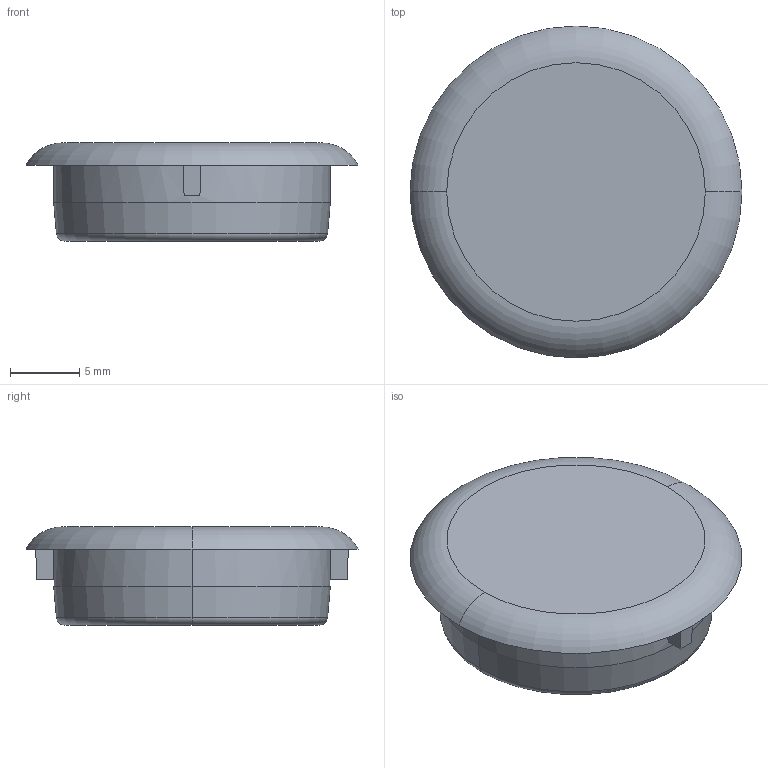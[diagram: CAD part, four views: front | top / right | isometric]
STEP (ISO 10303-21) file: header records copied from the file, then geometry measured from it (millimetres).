
FILE_DESCRIPTION (( 'STEP AP203' ), '1' );
FILE_NAME ('BaseLeva.STEP', '2022-01-19T13:04:11', ( '' ), ( '' ), 'SwSTEP 2.0', 'SolidWorks 2016', '' );
FILE_SCHEMA (( 'CONFIG_CONTROL_DESIGN' ));
Length unit declared in the file: millimetre
Products named in the file (1): BaseLeva
Bounding box: 24 x 24 x 7.1 mm (x, y, z)
Volume: 2324.5 mm3; surface area: 1311 mm2
Topology: 1 solids, 1 shells, 22 faces, 50 edges, 32 vertices
Faces by surface type: plane 12, torus 4, cylinder 4, cone 2
Entity records: 703 total; most frequent: CARTESIAN_POINT 117, DIRECTION 116, ORIENTED_EDGE 100, EDGE_CURVE 50, AXIS2_PLACEMENT_3D 47, VERTEX_POINT 32, CIRCLE 24, EDGE_LOOP 24
